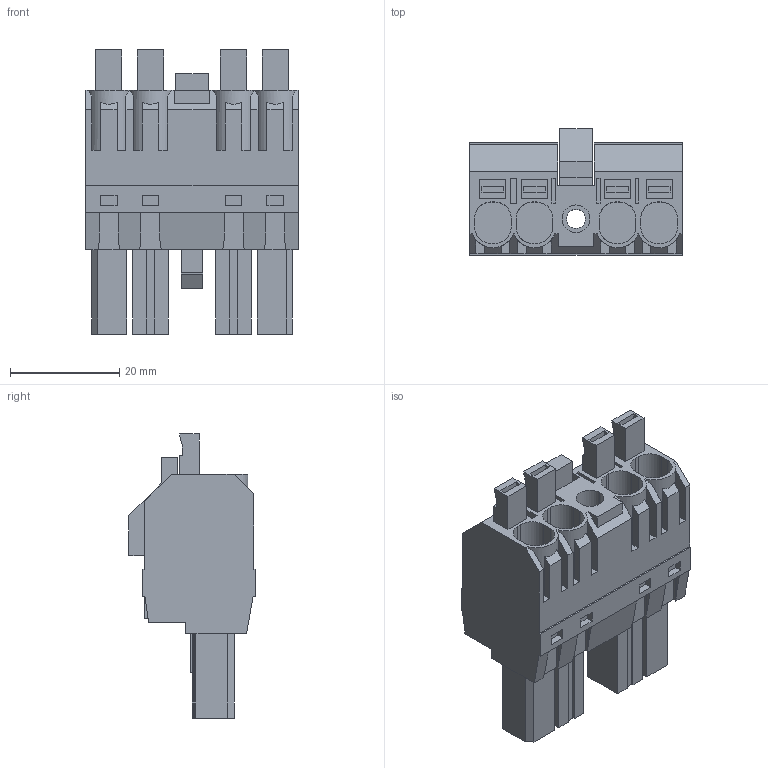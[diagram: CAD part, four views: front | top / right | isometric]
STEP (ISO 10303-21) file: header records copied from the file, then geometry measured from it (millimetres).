
FILE_DESCRIPTION(('CATIA V5 STEP Exchange','CAx-IF Rec.Pracs.--- Model Styling and Organization---1.4--- 2014-01-23'),'2;1');
FILE_NAME ('D1452785_1_1547540000_1547540000.stp','2023-09-07T12:38:33+00:00',('none'),('Weidmueller'),'CATIA Version 5-6 Release 2016 SP3 HF44','CATIA V5 STEP AP214','none');
FILE_SCHEMA(('AUTOMOTIVE_DESIGN { 1 0 10303 214 1 1 1 1 }'));
Length unit declared in the file: millimetre
Products named in the file (1): 1547540000
Bounding box: 39 x 23.2 x 52.11 mm (x, y, z)
Volume: 21853.9 mm3; surface area: 11626.3 mm2
Topology: 6 solids, 6 shells, 476 faces, 1294 edges, 863 vertices
Faces by surface type: plane 452, cylinder 24
Entity records: 14444 total; most frequent: CARTESIAN_POINT 2778, ORIENTED_EDGE 2588, DIRECTION 2033, EDGE_CURVE 1294, VECTOR 1230, LINE 1230, VERTEX_POINT 863, EDGE_LOOP 511
